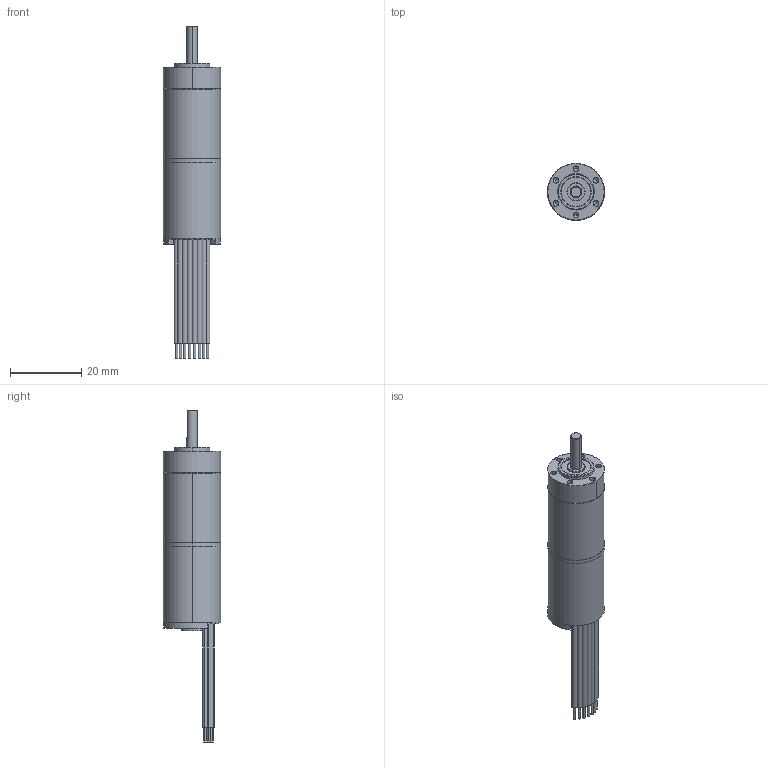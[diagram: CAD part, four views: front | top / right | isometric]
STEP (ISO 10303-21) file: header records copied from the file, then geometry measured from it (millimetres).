
FILE_DESCRIPTION((''),'2;1');
FILE_NAME('4611180000550','2023-09-11T14:08:55',('ms27607'),(''),'CREO PARAMETRIC BY PTC INC, 2018100','CREO PARAMETRIC BY PTC INC, 2018100','');
FILE_SCHEMA(('CONFIG_CONTROL_DESIGN'));
Length unit declared in the file: millimetre
Products named in the file (1): 4611180000550
Bounding box: 16 x 16 x 93.1 mm (x, y, z)
Surface area: 7880.4 mm2 (no closed solid volume)
Topology: 0 solids, 50 shells, 400 faces, 1271 edges, 892 vertices
Faces by surface type: cylinder 184, plane 144, cone 42, bspline 20, torus 10
Entity records: 15054 total; most frequent: CARTESIAN_POINT 3755, DIRECTION 2553, ORIENTED_EDGE 1985, EDGE_CURVE 1251, AXIS2_PLACEMENT_3D 967, VERTEX_POINT 891, VECTOR 619, LINE 619
